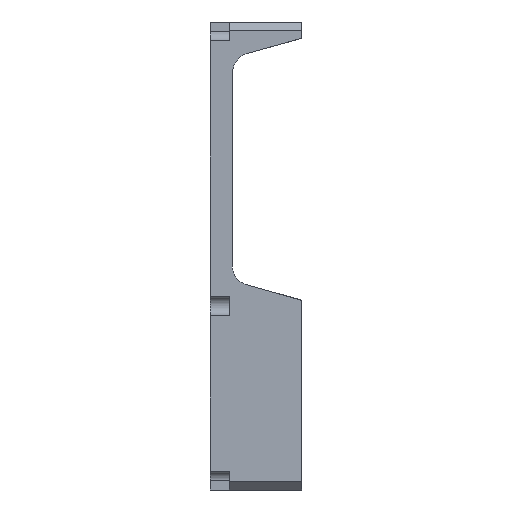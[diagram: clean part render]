
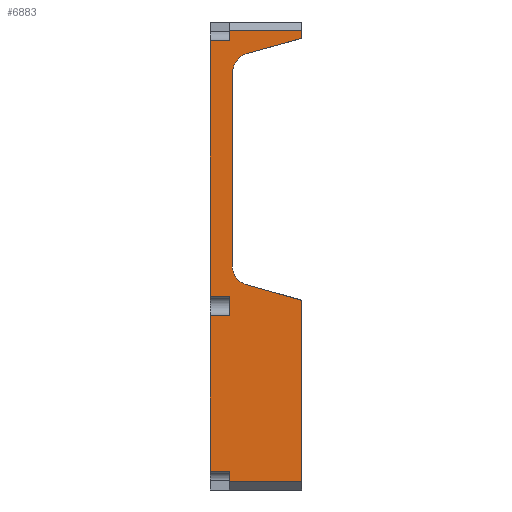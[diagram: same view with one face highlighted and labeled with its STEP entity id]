
A CAD part, left-side view. The second image highlights one B-rep face of the part: STEP entity #6883.
In plain terms, the highlighted planar face has unit normal (-1, 0, 0).
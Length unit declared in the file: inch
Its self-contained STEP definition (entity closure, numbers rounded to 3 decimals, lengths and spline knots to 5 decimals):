
#172=PLANE('',#7438);
#427=FACE_OUTER_BOUND('',#784,.T.);
#784=EDGE_LOOP('',(#5488,#5489,#5490,#5491,#5492,#5493,#5494,#5495,#5496,
#5497,#5498,#5499,#5500,#5501,#5502,#5503,#5504,#5505));
#1150=LINE('',#10243,#1885);
#1449=LINE('',#11130,#2184);
#1452=LINE('',#11136,#2187);
#1453=LINE('',#11138,#2188);
#1454=LINE('',#11140,#2189);
#1455=LINE('',#11142,#2190);
#1456=LINE('',#11144,#2191);
#1457=LINE('',#11146,#2192);
#1458=LINE('',#11148,#2193);
#1459=LINE('',#11150,#2194);
#1460=LINE('',#11152,#2195);
#1461=LINE('',#11153,#2196);
#1462=LINE('',#11155,#2197);
#1463=LINE('',#11159,#2198);
#1464=LINE('',#11163,#2199);
#1465=LINE('',#11164,#2200);
#1885=VECTOR('',#8067,0.3937);
#2184=VECTOR('',#8864,0.3937);
#2187=VECTOR('',#8869,0.3937);
#2188=VECTOR('',#8870,0.3937);
#2189=VECTOR('',#8871,0.3937);
#2190=VECTOR('',#8872,0.3937);
#2191=VECTOR('',#8873,0.3937);
#2192=VECTOR('',#8874,0.3937);
#2193=VECTOR('',#8875,0.3937);
#2194=VECTOR('',#8876,0.3937);
#2195=VECTOR('',#8877,0.3937);
#2196=VECTOR('',#8878,0.3937);
#2197=VECTOR('',#8879,0.3937);
#2198=VECTOR('',#8882,0.3937);
#2199=VECTOR('',#8885,0.3937);
#2200=VECTOR('',#8886,0.3937);
#2672=CIRCLE('',#7439,0.33762);
#2673=CIRCLE('',#7440,0.35725);
#2968=VERTEX_POINT('',#10240);
#2969=VERTEX_POINT('',#10242);
#3267=VERTEX_POINT('',#11127);
#3268=VERTEX_POINT('',#11129);
#3270=VERTEX_POINT('',#11135);
#3271=VERTEX_POINT('',#11137);
#3272=VERTEX_POINT('',#11139);
#3273=VERTEX_POINT('',#11141);
#3274=VERTEX_POINT('',#11143);
#3275=VERTEX_POINT('',#11145);
#3276=VERTEX_POINT('',#11147);
#3277=VERTEX_POINT('',#11149);
#3278=VERTEX_POINT('',#11151);
#3279=VERTEX_POINT('',#11154);
#3280=VERTEX_POINT('',#11156);
#3281=VERTEX_POINT('',#11158);
#3282=VERTEX_POINT('',#11160);
#3283=VERTEX_POINT('',#11162);
#3684=EDGE_CURVE('',#2969,#2968,#1150,.T.);
#4114=EDGE_CURVE('',#3267,#3268,#1449,.T.);
#4117=EDGE_CURVE('',#3267,#3270,#1452,.T.);
#4118=EDGE_CURVE('',#3270,#3271,#1453,.T.);
#4119=EDGE_CURVE('',#3272,#3271,#1454,.T.);
#4120=EDGE_CURVE('',#3272,#3273,#1455,.T.);
#4121=EDGE_CURVE('',#3273,#3274,#1456,.T.);
#4122=EDGE_CURVE('',#3274,#3275,#1457,.T.);
#4123=EDGE_CURVE('',#3276,#3275,#1458,.T.);
#4124=EDGE_CURVE('',#3276,#3277,#1459,.T.);
#4125=EDGE_CURVE('',#3277,#3278,#1460,.T.);
#4126=EDGE_CURVE('',#2969,#3278,#1461,.T.);
#4127=EDGE_CURVE('',#2968,#3279,#1462,.T.);
#4128=EDGE_CURVE('',#3279,#3280,#2672,.T.);
#4129=EDGE_CURVE('',#3280,#3281,#1463,.T.);
#4130=EDGE_CURVE('',#3281,#3282,#2673,.T.);
#4131=EDGE_CURVE('',#3282,#3283,#1464,.T.);
#4132=EDGE_CURVE('',#3283,#3268,#1465,.T.);
#5488=ORIENTED_EDGE('',*,*,#4114,.F.);
#5489=ORIENTED_EDGE('',*,*,#4117,.T.);
#5490=ORIENTED_EDGE('',*,*,#4118,.T.);
#5491=ORIENTED_EDGE('',*,*,#4119,.F.);
#5492=ORIENTED_EDGE('',*,*,#4120,.T.);
#5493=ORIENTED_EDGE('',*,*,#4121,.T.);
#5494=ORIENTED_EDGE('',*,*,#4122,.T.);
#5495=ORIENTED_EDGE('',*,*,#4123,.F.);
#5496=ORIENTED_EDGE('',*,*,#4124,.T.);
#5497=ORIENTED_EDGE('',*,*,#4125,.T.);
#5498=ORIENTED_EDGE('',*,*,#4126,.F.);
#5499=ORIENTED_EDGE('',*,*,#3684,.T.);
#5500=ORIENTED_EDGE('',*,*,#4127,.T.);
#5501=ORIENTED_EDGE('',*,*,#4128,.T.);
#5502=ORIENTED_EDGE('',*,*,#4129,.T.);
#5503=ORIENTED_EDGE('',*,*,#4130,.T.);
#5504=ORIENTED_EDGE('',*,*,#4131,.T.);
#5505=ORIENTED_EDGE('',*,*,#4132,.T.);
#6883=ADVANCED_FACE('',(#427),#172,.T.);
#7438=AXIS2_PLACEMENT_3D('',#11134,#8867,#8868);
#7439=AXIS2_PLACEMENT_3D('',#11157,#8880,#8881);
#7440=AXIS2_PLACEMENT_3D('',#11161,#8883,#8884);
#8067=DIRECTION('',(0.,0.,1.));
#8864=DIRECTION('',(0.,-1.,0.));
#8867=DIRECTION('center_axis',(-1.,0.,0.));
#8868=DIRECTION('ref_axis',(0.,0.,1.));
#8869=DIRECTION('',(0.,0.,-1.));
#8870=DIRECTION('',(0.,1.,0.));
#8871=DIRECTION('',(0.,0.,1.));
#8872=DIRECTION('',(0.,-1.,0.));
#8873=DIRECTION('',(0.,0.,-1.));
#8874=DIRECTION('',(0.,1.,0.));
#8875=DIRECTION('',(0.,0.,1.));
#8876=DIRECTION('',(0.,-1.,0.));
#8877=DIRECTION('',(0.,0.,-1.));
#8878=DIRECTION('',(0.,1.,0.));
#8879=DIRECTION('',(0.,0.962,0.272));
#8880=DIRECTION('center_axis',(1.,0.,0.));
#8881=DIRECTION('ref_axis',(0.,0.272,-0.962));
#8882=DIRECTION('',(0.,0.,1.));
#8883=DIRECTION('center_axis',(1.,0.,0.));
#8884=DIRECTION('ref_axis',(0.,1.,0.));
#8885=DIRECTION('',(0.,-0.963,0.268));
#8886=DIRECTION('',(0.,0.,1.));
#10240=CARTESIAN_POINT('',(-4.45175,0.,4.61345));
#10242=CARTESIAN_POINT('',(-4.45175,0.,1.5109));
#10243=CARTESIAN_POINT('',(-4.45175,0.,1.3709));
#11127=CARTESIAN_POINT('',(-4.45175,1.245,9.2309));
#11129=CARTESIAN_POINT('',(-4.45175,0.,9.2309));
#11130=CARTESIAN_POINT('',(-4.45175,0.,9.2309));
#11134=CARTESIAN_POINT('Origin',(-4.45175,0.,1.3709));
#11135=CARTESIAN_POINT('',(-4.45175,1.245,9.0534));
#11136=CARTESIAN_POINT('',(-4.45175,1.245,5.41192));
#11137=CARTESIAN_POINT('',(-4.45175,1.57,9.0534));
#11138=CARTESIAN_POINT('',(-4.45175,0.785,9.0534));
#11139=CARTESIAN_POINT('',(-4.45175,1.57,4.6784));
#11140=CARTESIAN_POINT('',(-4.45175,1.57,1.3709));
#11141=CARTESIAN_POINT('',(-4.45175,1.245,4.6784));
#11142=CARTESIAN_POINT('',(-4.45175,0.785,4.6784));
#11143=CARTESIAN_POINT('',(-4.45175,1.245,4.3534));
#11144=CARTESIAN_POINT('',(-4.45175,1.245,2.9434));
#11145=CARTESIAN_POINT('',(-4.45175,1.57,4.3534));
#11146=CARTESIAN_POINT('',(-4.45175,0.785,4.3534));
#11147=CARTESIAN_POINT('',(-4.45175,1.57,1.6884));
#11148=CARTESIAN_POINT('',(-4.45175,1.57,1.3709));
#11149=CARTESIAN_POINT('',(-4.45175,1.245,1.6884));
#11150=CARTESIAN_POINT('',(-4.45175,0.785,1.6884));
#11151=CARTESIAN_POINT('',(-4.45175,1.245,1.5109));
#11152=CARTESIAN_POINT('',(-4.45175,1.245,1.35412));
#11153=CARTESIAN_POINT('',(-4.45175,0.,1.5109));
#11154=CARTESIAN_POINT('',(-4.45175,0.94506,4.88085));
#11155=CARTESIAN_POINT('',(-4.45175,0.0478,4.62697));
#11156=CARTESIAN_POINT('',(-4.45175,1.19,5.18307));
#11157=CARTESIAN_POINT('Origin',(-4.45175,0.85314,5.20572));
#11158=CARTESIAN_POINT('',(-4.45175,1.19,8.491));
#11159=CARTESIAN_POINT('',(-4.45175,1.19,4.93095));
#11160=CARTESIAN_POINT('',(-4.45175,0.94903,8.82879));
#11161=CARTESIAN_POINT('Origin',(-4.45175,0.83275,8.491));
#11162=CARTESIAN_POINT('',(-4.45175,0.,9.09269));
#11163=CARTESIAN_POINT('',(-4.45175,0.99654,8.81558));
#11164=CARTESIAN_POINT('',(-4.45175,0.,1.3709));
